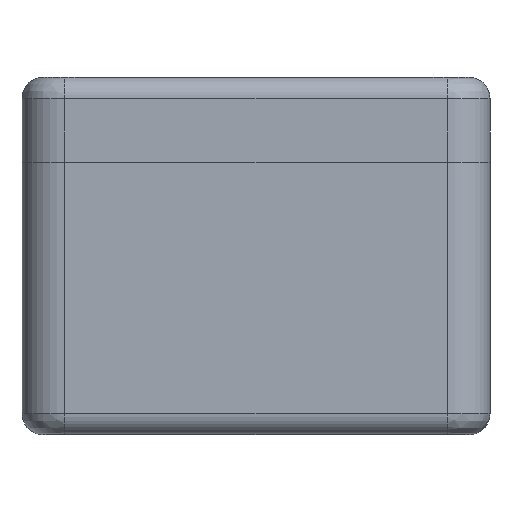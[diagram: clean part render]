
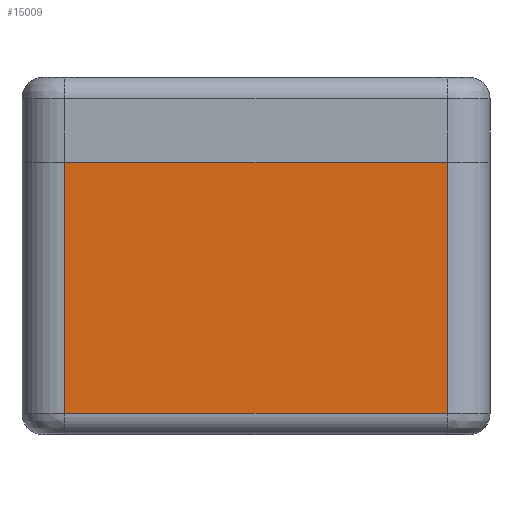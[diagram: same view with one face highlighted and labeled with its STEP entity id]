
A CAD part, front view. The second image highlights one B-rep face of the part: STEP entity #15009.
In plain terms, the highlighted planar face has unit normal (0, -1, 0).
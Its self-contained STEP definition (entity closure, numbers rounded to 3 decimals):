
#1885=FACE_OUTER_BOUND('',#2762,.T.);
#2762=EDGE_LOOP('',(#12511,#12512,#12513,#12514));
#4135=LINE('',#24524,#5632);
#4149=LINE('',#24603,#5646);
#4158=LINE('',#24627,#5655);
#4159=LINE('',#24629,#5656);
#5632=VECTOR('',#20111,10.);
#5646=VECTOR('',#20189,10.);
#5655=VECTOR('',#20216,10.);
#5656=VECTOR('',#20219,10.);
#6949=VERTEX_POINT('',#24470);
#6956=VERTEX_POINT('',#24520);
#6989=VERTEX_POINT('',#24600);
#6995=VERTEX_POINT('',#24625);
#8839=EDGE_CURVE('',#6956,#6949,#4135,.T.);
#8873=EDGE_CURVE('',#6949,#6989,#4149,.T.);
#8885=EDGE_CURVE('',#6995,#6956,#4158,.T.);
#8886=EDGE_CURVE('',#6989,#6995,#4159,.T.);
#12511=ORIENTED_EDGE('',*,*,#8886,.F.);
#12512=ORIENTED_EDGE('',*,*,#8873,.F.);
#12513=ORIENTED_EDGE('',*,*,#8839,.F.);
#12514=ORIENTED_EDGE('',*,*,#8885,.F.);
#13823=PLANE('',#16426);
#15009=ADVANCED_FACE('',(#1885),#13823,.T.);
#16426=AXIS2_PLACEMENT_3D('',#24628,#20217,#20218);
#20111=DIRECTION('',(-1.,0.,0.));
#20189=DIRECTION('',(0.,0.,1.));
#20216=DIRECTION('',(0.,0.,-1.));
#20217=DIRECTION('center_axis',(0.,-1.,0.));
#20218=DIRECTION('ref_axis',(1.,0.,0.));
#20219=DIRECTION('',(1.,0.,0.));
#24470=CARTESIAN_POINT('',(-22.5,-55.,-6.5));
#24520=CARTESIAN_POINT('',(22.5,-55.,-6.5));
#24524=CARTESIAN_POINT('',(-13.75,-55.,-6.5));
#24600=CARTESIAN_POINT('',(-22.5,-55.,23.));
#24603=CARTESIAN_POINT('',(-22.5,-55.,0.));
#24625=CARTESIAN_POINT('',(22.5,-55.,23.));
#24627=CARTESIAN_POINT('',(22.5,-55.,0.));
#24628=CARTESIAN_POINT('Origin',(-27.5,-55.,0.));
#24629=CARTESIAN_POINT('',(-13.75,-55.,23.));
